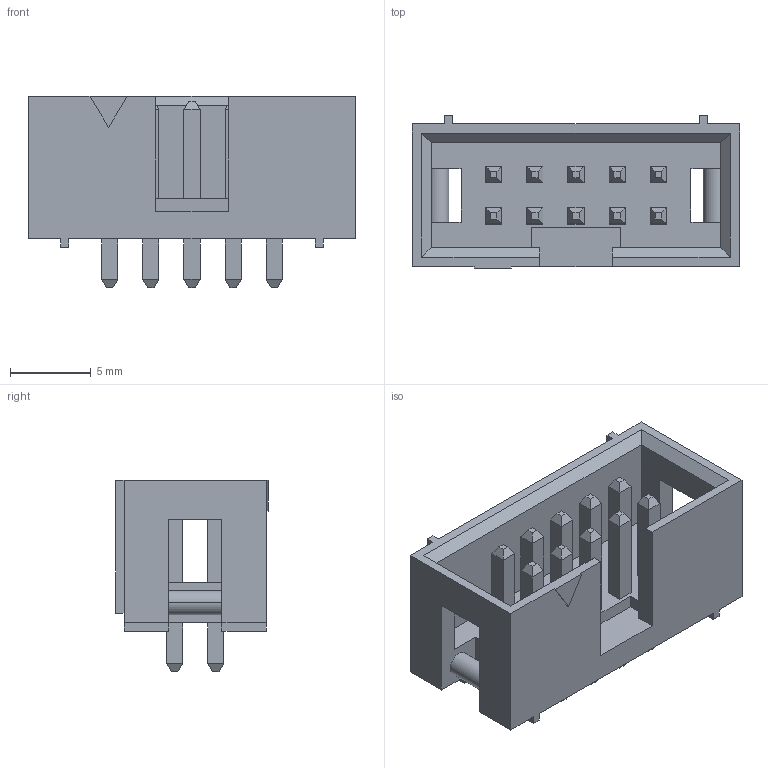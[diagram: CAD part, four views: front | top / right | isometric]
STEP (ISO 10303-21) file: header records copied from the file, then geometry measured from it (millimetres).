
FILE_DESCRIPTION (( 'STEP AP214' ), '1' );
FILE_NAME ('SW3dPS-HDB-10.STEP', '2009-10-29T01:05:21', ( 'sysAdmin' ), ( 'SolidWorks' ), 'SwSTEP 2.0', 'SolidWorks 2009', '' );
FILE_SCHEMA (( 'AUTOMOTIVE_DESIGN' ));
Length unit declared in the file: millimetre
Products named in the file (1): SW3dPS-HDB-10
Bounding box: 20.2 x 9.4 x 11.8 mm (x, y, z)
Volume: 796.8 mm3; surface area: 1478.9 mm2
Topology: 1 solids, 1 shells, 246 faces, 600 edges, 372 vertices
Faces by surface type: plane 242, cylinder 4
Entity records: 9023 total; most frequent: CARTESIAN_POINT 1219, ORIENTED_EDGE 1200, DIRECTION 1102, EDGE_CURVE 600, VECTOR 592, LINE 592, VERTEX_POINT 372, EDGE_LOOP 270
